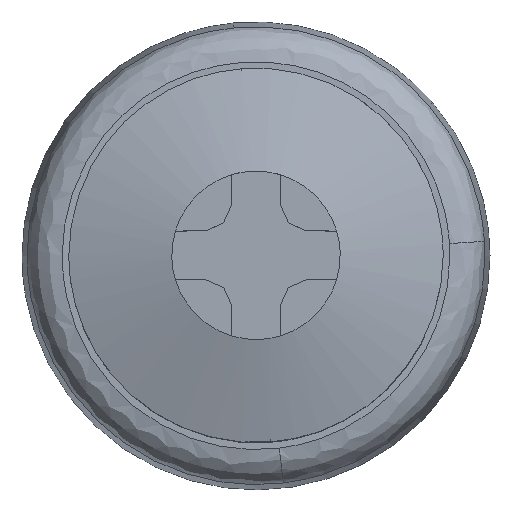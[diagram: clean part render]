
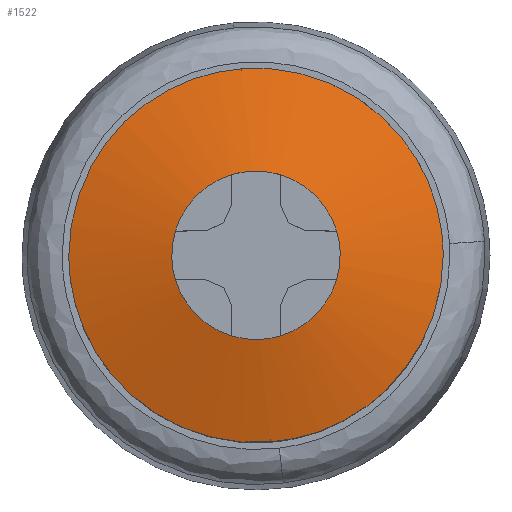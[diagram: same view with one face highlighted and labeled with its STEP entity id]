
A CAD part, top view. The second image highlights one B-rep face of the part: STEP entity #1522.
In plain terms, the highlighted free-form (B-spline) face has degree [2, 2] with [4, 4] control points.
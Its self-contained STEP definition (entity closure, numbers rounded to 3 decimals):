
#586=CARTESIAN_POINT('',(0.314,-3.988,-0.602));
#587=VERTEX_POINT('',#586);
#593=CARTESIAN_POINT('',(-4.0,0.0,-0.602));
#594=VERTEX_POINT('',#593);
#595=CARTESIAN_POINT('',(0.314,-3.988,-0.602));
#596=CARTESIAN_POINT('',(0.157,-4.,-0.602));
#597=CARTESIAN_POINT('',(0.0,-4.0,-0.602));
#598=CARTESIAN_POINT('',(-4.,-4.,-0.602));
#599=CARTESIAN_POINT('',(-4.0,0.0,-0.602));
#607=(BOUNDED_CURVE()B_SPLINE_CURVE(2,(#595,#596,#597,#598,#599),.UNSPECIFIED.,.F.,.U.)B_SPLINE_CURVE_WITH_KNOTS((3,2,3),(0.736,0.75,1.0),.UNSPECIFIED.)CURVE()GEOMETRIC_REPRESENTATION_ITEM()RATIONAL_B_SPLINE_CURVE((0.97,0.984,1.0,0.707,1.0))REPRESENTATION_ITEM(''));
#608=EDGE_CURVE('',#587,#594,#607,.T.);
#610=CARTESIAN_POINT('',(-0.314,3.988,-0.602));
#611=VERTEX_POINT('',#610);
#612=CARTESIAN_POINT('',(-4.0,0.0,-0.602));
#613=CARTESIAN_POINT('',(-4.,3.698,-0.602));
#614=CARTESIAN_POINT('',(-0.314,3.988,-0.602));
#622=(BOUNDED_CURVE()B_SPLINE_CURVE(2,(#612,#613,#614),.UNSPECIFIED.,.F.,.U.)B_SPLINE_CURVE_WITH_KNOTS((3,3),(0.0,0.236),.UNSPECIFIED.)CURVE()GEOMETRIC_REPRESENTATION_ITEM()RATIONAL_B_SPLINE_CURVE((1.0,0.723,0.97))REPRESENTATION_ITEM(''));
#623=EDGE_CURVE('',#594,#611,#622,.T.);
#669=CARTESIAN_POINT('',(4.0,0.0,-0.602));
#670=VERTEX_POINT('',#669);
#671=CARTESIAN_POINT('',(-0.314,3.988,-0.602));
#672=CARTESIAN_POINT('',(-0.157,4.,-0.602));
#673=CARTESIAN_POINT('',(0.0,4.0,-0.602));
#674=CARTESIAN_POINT('',(4.,4.,-0.602));
#675=CARTESIAN_POINT('',(4.0,0.0,-0.602));
#683=(BOUNDED_CURVE()B_SPLINE_CURVE(2,(#671,#672,#673,#674,#675),.UNSPECIFIED.,.F.,.U.)B_SPLINE_CURVE_WITH_KNOTS((3,2,3),(0.236,0.25,0.5),.UNSPECIFIED.)CURVE()GEOMETRIC_REPRESENTATION_ITEM()RATIONAL_B_SPLINE_CURVE((0.97,0.984,1.0,0.707,1.0))REPRESENTATION_ITEM(''));
#684=EDGE_CURVE('',#611,#670,#683,.T.);
#686=CARTESIAN_POINT('',(4.0,0.0,-0.602));
#687=CARTESIAN_POINT('',(4.0,-3.698,-0.602));
#688=CARTESIAN_POINT('',(0.314,-3.988,-0.602));
#696=(BOUNDED_CURVE()B_SPLINE_CURVE(2,(#686,#687,#688),.UNSPECIFIED.,.F.,.U.)B_SPLINE_CURVE_WITH_KNOTS((3,3),(0.5,0.736),.UNSPECIFIED.)CURVE()GEOMETRIC_REPRESENTATION_ITEM()RATIONAL_B_SPLINE_CURVE((1.0,0.723,0.97))REPRESENTATION_ITEM(''));
#697=EDGE_CURVE('',#670,#587,#696,.T.);
#901=CARTESIAN_POINT('',(0.516,1.724,0.0));
#902=VERTEX_POINT('',#901);
#938=CARTESIAN_POINT('',(-0.516,1.724,0.0));
#939=VERTEX_POINT('',#938);
#940=CARTESIAN_POINT('',(0.516,1.724,0.0));
#941=CARTESIAN_POINT('',(0.,1.879,0.0));
#942=CARTESIAN_POINT('',(-0.516,1.724,0.0));
#950=(BOUNDED_CURVE()B_SPLINE_CURVE(2,(#940,#941,#942),.UNSPECIFIED.,.F.,.U.)CURVE()GEOMETRIC_REPRESENTATION_ITEM()QUASI_UNIFORM_CURVE()RATIONAL_B_SPLINE_CURVE((1.0,0.958,1.0))REPRESENTATION_ITEM(''));
#951=EDGE_CURVE('',#902,#939,#950,.T.);
#1034=CARTESIAN_POINT('',(-1.724,0.516,0.0));
#1035=VERTEX_POINT('',#1034);
#1065=CARTESIAN_POINT('',(-1.724,-0.516,0.0));
#1066=VERTEX_POINT('',#1065);
#1067=CARTESIAN_POINT('',(-1.724,0.516,0.0));
#1068=CARTESIAN_POINT('',(-1.879,0.,0.0));
#1069=CARTESIAN_POINT('',(-1.724,-0.516,0.0));
#1077=(BOUNDED_CURVE()B_SPLINE_CURVE(2,(#1067,#1068,#1069),.UNSPECIFIED.,.F.,.U.)CURVE()GEOMETRIC_REPRESENTATION_ITEM()QUASI_UNIFORM_CURVE()RATIONAL_B_SPLINE_CURVE((1.0,0.958,1.0))REPRESENTATION_ITEM(''));
#1078=EDGE_CURVE('',#1035,#1066,#1077,.T.);
#1161=CARTESIAN_POINT('',(-0.516,-1.724,0.0));
#1162=VERTEX_POINT('',#1161);
#1192=CARTESIAN_POINT('',(0.516,-1.724,0.0));
#1193=VERTEX_POINT('',#1192);
#1194=CARTESIAN_POINT('',(-0.516,-1.724,0.0));
#1195=CARTESIAN_POINT('',(0.,-1.879,0.0));
#1196=CARTESIAN_POINT('',(0.516,-1.724,0.0));
#1204=(BOUNDED_CURVE()B_SPLINE_CURVE(2,(#1194,#1195,#1196),.UNSPECIFIED.,.F.,.U.)CURVE()GEOMETRIC_REPRESENTATION_ITEM()QUASI_UNIFORM_CURVE()RATIONAL_B_SPLINE_CURVE((1.0,0.958,1.0))REPRESENTATION_ITEM(''));
#1205=EDGE_CURVE('',#1162,#1193,#1204,.T.);
#1288=CARTESIAN_POINT('',(1.724,-0.516,0.0));
#1289=VERTEX_POINT('',#1288);
#1319=CARTESIAN_POINT('',(1.724,0.516,0.0));
#1320=VERTEX_POINT('',#1319);
#1321=CARTESIAN_POINT('',(1.724,-0.516,0.0));
#1322=CARTESIAN_POINT('',(1.879,0.,0.0));
#1323=CARTESIAN_POINT('',(1.724,0.516,0.0));
#1331=(BOUNDED_CURVE()B_SPLINE_CURVE(2,(#1321,#1322,#1323),.UNSPECIFIED.,.F.,.U.)CURVE()GEOMETRIC_REPRESENTATION_ITEM()QUASI_UNIFORM_CURVE()RATIONAL_B_SPLINE_CURVE((1.0,0.958,1.0))REPRESENTATION_ITEM(''));
#1332=EDGE_CURVE('',#1289,#1320,#1331,.T.);
#1434=CARTESIAN_POINT('',(-4.197,-4.196,-1.583));
#1435=CARTESIAN_POINT('',(-2.184,-4.367,-0.753));
#1436=CARTESIAN_POINT('',(2.184,-4.367,-0.753));
#1437=CARTESIAN_POINT('',(4.197,-4.196,-1.583));
#1438=CARTESIAN_POINT('',(-4.368,-2.184,-0.753));
#1439=CARTESIAN_POINT('',(-2.277,-2.277,0.148));
#1440=CARTESIAN_POINT('',(2.277,-2.277,0.148));
#1441=CARTESIAN_POINT('',(4.368,-2.184,-0.753));
#1442=CARTESIAN_POINT('',(-4.368,2.184,-0.753));
#1443=CARTESIAN_POINT('',(-2.277,2.277,0.148));
#1444=CARTESIAN_POINT('',(2.277,2.277,0.148));
#1445=CARTESIAN_POINT('',(4.368,2.184,-0.753));
#1446=CARTESIAN_POINT('',(-4.197,4.196,-1.583));
#1447=CARTESIAN_POINT('',(-2.184,4.367,-0.753));
#1448=CARTESIAN_POINT('',(2.184,4.367,-0.753));
#1449=CARTESIAN_POINT('',(4.197,4.196,-1.583));
#1457=(BOUNDED_SURFACE()B_SPLINE_SURFACE(2,2,((#1434,#1438,#1442,#1446),(#1435,#1439,#1443,#1447),(#1436,#1440,#1444,#1448),(#1437,#1441,#1445,#1449)),.UNSPECIFIED.,.F.,.F.,.U.)B_SPLINE_SURFACE_WITH_KNOTS((3,1,3),(3,1,3),(1.875,6.239,10.604),(1.876,6.239,10.603),.UNSPECIFIED.)GEOMETRIC_REPRESENTATION_ITEM()RATIONAL_B_SPLINE_SURFACE(((1.085,1.043,1.043,1.085),(1.043,1.0,1.0,1.043),(1.043,1.0,1.0,1.043),(1.085,1.043,1.043,1.085)))REPRESENTATION_ITEM('')SURFACE());
#1458=ORIENTED_EDGE('',*,*,#608,.F.);
#1459=ORIENTED_EDGE('',*,*,#697,.F.);
#1460=ORIENTED_EDGE('',*,*,#684,.F.);
#1461=ORIENTED_EDGE('',*,*,#623,.F.);
#1462=EDGE_LOOP('',(#1458,#1459,#1460,#1461));
#1463=FACE_OUTER_BOUND('',#1462,.T.);
#1464=CARTESIAN_POINT('',(1.724,-0.516,0.0));
#1465=CARTESIAN_POINT('',(1.446,-1.446,0.0));
#1466=CARTESIAN_POINT('',(0.516,-1.724,0.0));
#1474=(BOUNDED_CURVE()B_SPLINE_CURVE(2,(#1464,#1465,#1466),.UNSPECIFIED.,.F.,.U.)CURVE()GEOMETRIC_REPRESENTATION_ITEM()QUASI_UNIFORM_CURVE()RATIONAL_B_SPLINE_CURVE((1.0,0.88,1.0))REPRESENTATION_ITEM(''));
#1475=EDGE_CURVE('',#1289,#1193,#1474,.T.);
#1476=ORIENTED_EDGE('',*,*,#1475,.T.);
#1477=ORIENTED_EDGE('',*,*,#1205,.F.);
#1478=CARTESIAN_POINT('',(-0.516,-1.724,0.0));
#1479=CARTESIAN_POINT('',(-1.446,-1.446,0.0));
#1480=CARTESIAN_POINT('',(-1.724,-0.516,0.0));
#1488=(BOUNDED_CURVE()B_SPLINE_CURVE(2,(#1478,#1479,#1480),.UNSPECIFIED.,.F.,.U.)CURVE()GEOMETRIC_REPRESENTATION_ITEM()QUASI_UNIFORM_CURVE()RATIONAL_B_SPLINE_CURVE((1.0,0.88,1.0))REPRESENTATION_ITEM(''));
#1489=EDGE_CURVE('',#1162,#1066,#1488,.T.);
#1490=ORIENTED_EDGE('',*,*,#1489,.T.);
#1491=ORIENTED_EDGE('',*,*,#1078,.F.);
#1492=CARTESIAN_POINT('',(-1.724,0.516,0.0));
#1493=CARTESIAN_POINT('',(-1.446,1.446,0.0));
#1494=CARTESIAN_POINT('',(-0.516,1.724,0.0));
#1502=(BOUNDED_CURVE()B_SPLINE_CURVE(2,(#1492,#1493,#1494),.UNSPECIFIED.,.F.,.U.)CURVE()GEOMETRIC_REPRESENTATION_ITEM()QUASI_UNIFORM_CURVE()RATIONAL_B_SPLINE_CURVE((1.0,0.88,1.0))REPRESENTATION_ITEM(''));
#1503=EDGE_CURVE('',#1035,#939,#1502,.T.);
#1504=ORIENTED_EDGE('',*,*,#1503,.T.);
#1505=ORIENTED_EDGE('',*,*,#951,.F.);
#1506=CARTESIAN_POINT('',(0.516,1.724,0.0));
#1507=CARTESIAN_POINT('',(1.446,1.446,0.0));
#1508=CARTESIAN_POINT('',(1.724,0.516,0.0));
#1516=(BOUNDED_CURVE()B_SPLINE_CURVE(2,(#1506,#1507,#1508),.UNSPECIFIED.,.F.,.U.)CURVE()GEOMETRIC_REPRESENTATION_ITEM()QUASI_UNIFORM_CURVE()RATIONAL_B_SPLINE_CURVE((1.0,0.88,1.0))REPRESENTATION_ITEM(''));
#1517=EDGE_CURVE('',#902,#1320,#1516,.T.);
#1518=ORIENTED_EDGE('',*,*,#1517,.T.);
#1519=ORIENTED_EDGE('',*,*,#1332,.F.);
#1520=EDGE_LOOP('',(#1476,#1477,#1490,#1491,#1504,#1505,#1518,#1519));
#1521=FACE_BOUND('',#1520,.T.);
#1522=ADVANCED_FACE('',(#1463,#1521),#1457,.T.);
